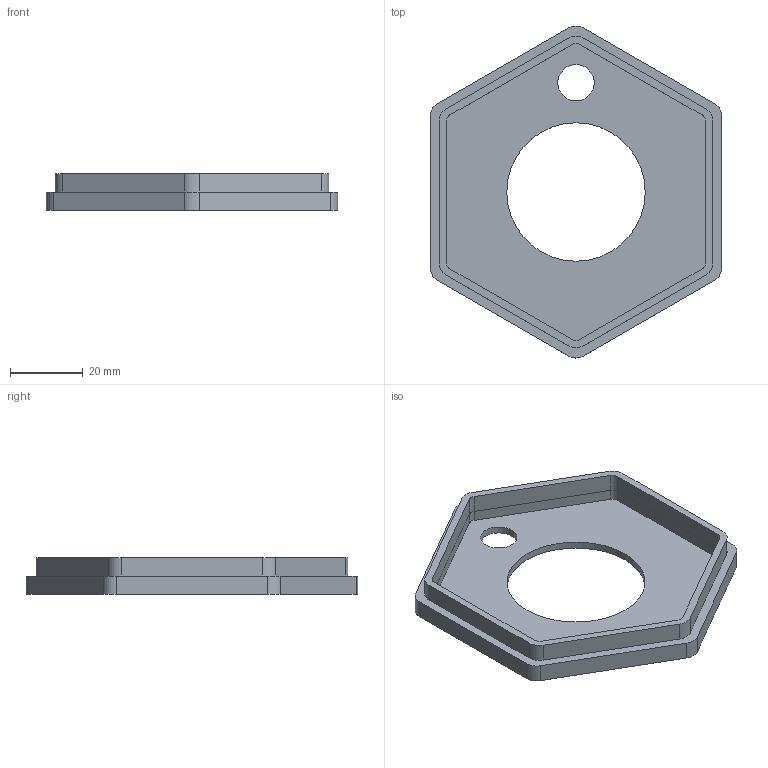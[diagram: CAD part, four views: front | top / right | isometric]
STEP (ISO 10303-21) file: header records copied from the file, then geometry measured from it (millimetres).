
FILE_DESCRIPTION(/* description */ (''),/* implementation_level */ '2;1');
FILE_NAME(/* name */ 'pendant_topLayer.step',/* time_stamp */ '2025-07-31T20:26:47-07:00',/* author */ (''),/* organization */ (''),/* preprocessor_version */ 'ST-DEVELOPER v20.1',/* originating_system */ 'Autodesk Translation Framework v14.10.0.0',/* authorisation */ '');
FILE_SCHEMA (('AUTOMOTIVE_DESIGN { 1 0 10303 214 3 1 1 }'));
Length unit declared in the file: millimetre
Products named in the file (1): 2025-07-31-20-01-31-895
Bounding box: 80 x 91.14 x 10 mm (x, y, z)
Volume: 14611.2 mm3; surface area: 14582.8 mm2
Topology: 2 solids, 2 shells, 55 faces, 150 edges, 100 vertices
Faces by surface type: plane 29, cylinder 26
Full cylindrical faces by diameter (mm): 10 x1, 38 x1
Entity records: 1800 total; most frequent: DIRECTION 314, CARTESIAN_POINT 306, ORIENTED_EDGE 300, EDGE_CURVE 150, AXIS2_PLACEMENT_3D 108, VERTEX_POINT 100, LINE 98, VECTOR 98
